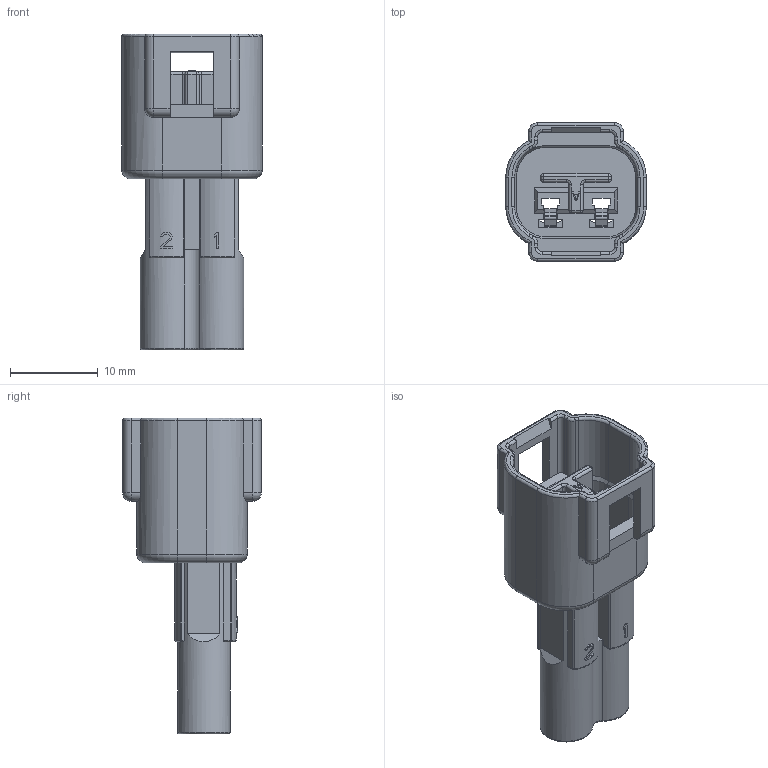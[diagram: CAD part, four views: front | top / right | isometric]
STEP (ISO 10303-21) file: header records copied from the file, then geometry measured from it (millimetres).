
FILE_DESCRIPTION (( 'STEP AP214' ), '1' );
FILE_NAME ('572-002-000-100.STEP', '2020-07-30T17:14:24', ( '' ), ( '' ), 'SwSTEP 2.0', 'SolidWorks 2020', '' );
FILE_SCHEMA (( 'AUTOMOTIVE_DESIGN' ));
Length unit declared in the file: millimetre
Products named in the file (1): 572-002-000-100
Bounding box: 16 x 15.8 x 36 mm (x, y, z)
Volume: 1796.4 mm3; surface area: 3464 mm2
Topology: 1 solids, 1 shells, 418 faces, 1101 edges, 674 vertices
Faces by surface type: plane 231, cylinder 117, torus 34, sphere 18, cone 10, bspline 8
Entity records: 13002 total; most frequent: CARTESIAN_POINT 2750, ORIENTED_EDGE 2178, DIRECTION 2109, EDGE_CURVE 1089, AXIS2_PLACEMENT_3D 714, LINE 681, VECTOR 681, VERTEX_POINT 674
